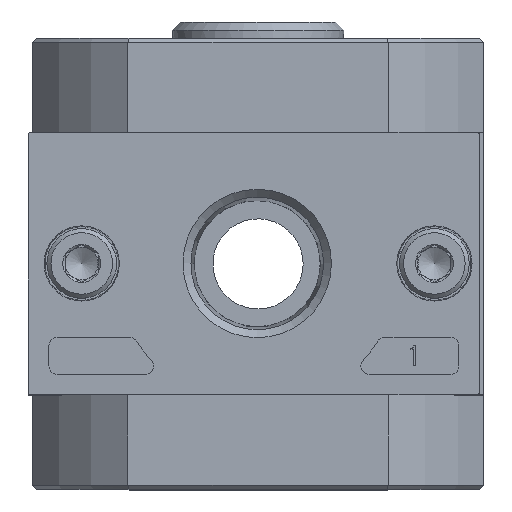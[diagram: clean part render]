
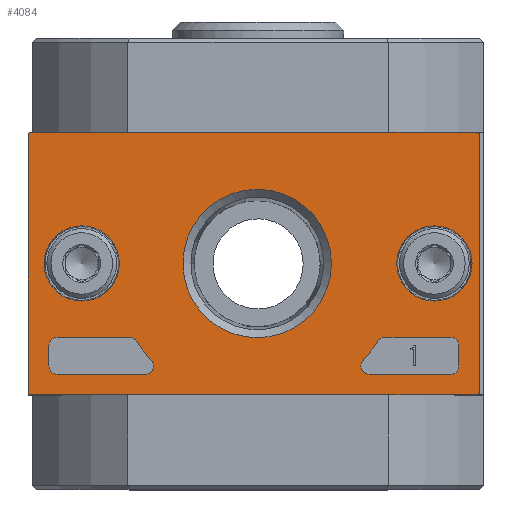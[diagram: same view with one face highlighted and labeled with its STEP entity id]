
A CAD part, top view. The second image highlights one B-rep face of the part: STEP entity #4084.
In plain terms, the highlighted face is planar.
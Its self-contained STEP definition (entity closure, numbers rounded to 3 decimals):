
#368=CIRCLE('',#4496,1.);
#369=CIRCLE('',#4497,1.);
#370=CIRCLE('',#4498,17.5);
#371=CIRCLE('',#4499,1.);
#372=CIRCLE('',#4500,1.);
#373=CIRCLE('',#4501,0.3);
#374=CIRCLE('',#4502,0.3);
#375=CIRCLE('',#4503,0.3);
#376=CIRCLE('',#4504,0.3);
#377=CIRCLE('',#4505,9.049);
#378=CIRCLE('',#4506,4.587);
#379=CIRCLE('',#4507,4.587);
#380=CIRCLE('',#4508,1.);
#381=CIRCLE('',#4509,17.5);
#382=CIRCLE('',#4510,1.);
#383=CIRCLE('',#4511,1.);
#384=CIRCLE('',#4512,1.);
#1040=ORIENTED_EDGE('',*,*,#1668,.F.);
#1041=ORIENTED_EDGE('',*,*,#1669,.F.);
#1042=ORIENTED_EDGE('',*,*,#1670,.F.);
#1043=ORIENTED_EDGE('',*,*,#1671,.T.);
#1044=ORIENTED_EDGE('',*,*,#1672,.F.);
#1045=ORIENTED_EDGE('',*,*,#1673,.F.);
#1046=ORIENTED_EDGE('',*,*,#1674,.F.);
#1047=ORIENTED_EDGE('',*,*,#1675,.F.);
#1048=ORIENTED_EDGE('',*,*,#1676,.T.);
#1049=ORIENTED_EDGE('',*,*,#1677,.T.);
#1050=ORIENTED_EDGE('',*,*,#1678,.T.);
#1051=ORIENTED_EDGE('',*,*,#1679,.T.);
#1052=ORIENTED_EDGE('',*,*,#1680,.T.);
#1053=ORIENTED_EDGE('',*,*,#1681,.T.);
#1054=ORIENTED_EDGE('',*,*,#1682,.T.);
#1055=ORIENTED_EDGE('',*,*,#1683,.T.);
#1056=ORIENTED_EDGE('',*,*,#1684,.T.);
#1057=ORIENTED_EDGE('',*,*,#1685,.T.);
#1058=ORIENTED_EDGE('',*,*,#1686,.T.);
#1059=ORIENTED_EDGE('',*,*,#1687,.F.);
#1060=ORIENTED_EDGE('',*,*,#1688,.T.);
#1061=ORIENTED_EDGE('',*,*,#1689,.F.);
#1062=ORIENTED_EDGE('',*,*,#1690,.F.);
#1063=ORIENTED_EDGE('',*,*,#1691,.F.);
#1064=ORIENTED_EDGE('',*,*,#1692,.F.);
#1065=ORIENTED_EDGE('',*,*,#1693,.F.);
#1066=ORIENTED_EDGE('',*,*,#1694,.F.);
#1668=EDGE_CURVE('',#2046,#2047,#368,.T.);
#1669=EDGE_CURVE('',#2048,#2046,#2298,.T.);
#1670=EDGE_CURVE('',#2049,#2048,#369,.T.);
#1671=EDGE_CURVE('',#2049,#2050,#370,.T.);
#1672=EDGE_CURVE('',#2051,#2050,#371,.T.);
#1673=EDGE_CURVE('',#2052,#2051,#2299,.T.);
#1674=EDGE_CURVE('',#2053,#2052,#372,.T.);
#1675=EDGE_CURVE('',#2047,#2053,#2300,.T.);
#1676=EDGE_CURVE('',#2054,#2055,#2301,.T.);
#1677=EDGE_CURVE('',#2055,#2056,#373,.T.);
#1678=EDGE_CURVE('',#2056,#2057,#2302,.T.);
#1679=EDGE_CURVE('',#2057,#2058,#374,.T.);
#1680=EDGE_CURVE('',#2058,#2059,#2303,.T.);
#1681=EDGE_CURVE('',#2059,#2060,#375,.T.);
#1682=EDGE_CURVE('',#2060,#2061,#2304,.T.);
#1683=EDGE_CURVE('',#2061,#2054,#376,.T.);
#1684=EDGE_CURVE('',#2062,#2062,#377,.T.);
#1685=EDGE_CURVE('',#2063,#2063,#378,.T.);
#1686=EDGE_CURVE('',#2064,#2064,#379,.T.);
#1687=EDGE_CURVE('',#2065,#2066,#380,.T.);
#1688=EDGE_CURVE('',#2065,#2067,#381,.T.);
#1689=EDGE_CURVE('',#2068,#2067,#382,.T.);
#1690=EDGE_CURVE('',#2069,#2068,#2305,.T.);
#1691=EDGE_CURVE('',#2070,#2069,#383,.T.);
#1692=EDGE_CURVE('',#2071,#2070,#2306,.T.);
#1693=EDGE_CURVE('',#2072,#2071,#384,.T.);
#1694=EDGE_CURVE('',#2066,#2072,#2307,.T.);
#2046=VERTEX_POINT('',#6586);
#2047=VERTEX_POINT('',#6587);
#2048=VERTEX_POINT('',#6589);
#2049=VERTEX_POINT('',#6591);
#2050=VERTEX_POINT('',#6593);
#2051=VERTEX_POINT('',#6595);
#2052=VERTEX_POINT('',#6597);
#2053=VERTEX_POINT('',#6599);
#2054=VERTEX_POINT('',#6602);
#2055=VERTEX_POINT('',#6603);
#2056=VERTEX_POINT('',#6605);
#2057=VERTEX_POINT('',#6607);
#2058=VERTEX_POINT('',#6609);
#2059=VERTEX_POINT('',#6611);
#2060=VERTEX_POINT('',#6613);
#2061=VERTEX_POINT('',#6615);
#2062=VERTEX_POINT('',#6618);
#2063=VERTEX_POINT('',#6620);
#2064=VERTEX_POINT('',#6622);
#2065=VERTEX_POINT('',#6624);
#2066=VERTEX_POINT('',#6625);
#2067=VERTEX_POINT('',#6627);
#2068=VERTEX_POINT('',#6629);
#2069=VERTEX_POINT('',#6631);
#2070=VERTEX_POINT('',#6633);
#2071=VERTEX_POINT('',#6635);
#2072=VERTEX_POINT('',#6637);
#2298=LINE('',#6588,#2524);
#2299=LINE('',#6596,#2525);
#2300=LINE('',#6600,#2526);
#2301=LINE('',#6601,#2527);
#2302=LINE('',#6606,#2528);
#2303=LINE('',#6610,#2529);
#2304=LINE('',#6614,#2530);
#2305=LINE('',#6630,#2531);
#2306=LINE('',#6634,#2532);
#2307=LINE('',#6638,#2533);
#2524=VECTOR('',#5398,1000.);
#2525=VECTOR('',#5405,1000.);
#2526=VECTOR('',#5408,1000.);
#2527=VECTOR('',#5409,1000.);
#2528=VECTOR('',#5412,1000.);
#2529=VECTOR('',#5415,1000.);
#2530=VECTOR('',#5418,1000.);
#2531=VECTOR('',#5433,1000.);
#2532=VECTOR('',#5436,1000.);
#2533=VECTOR('',#5439,1000.);
#2853=EDGE_LOOP('',(#1040,#1041,#1042,#1043,#1044,#1045,#1046,#1047));
#2854=EDGE_LOOP('',(#1048,#1049,#1050,#1051,#1052,#1053,#1054,#1055));
#2855=EDGE_LOOP('',(#1056));
#2856=EDGE_LOOP('',(#1057));
#2857=EDGE_LOOP('',(#1058));
#2858=EDGE_LOOP('',(#1059,#1060,#1061,#1062,#1063,#1064,#1065,#1066));
#3207=FACE_BOUND('',#2853,.T.);
#3208=FACE_BOUND('',#2854,.T.);
#3209=FACE_BOUND('',#2855,.T.);
#3210=FACE_BOUND('',#2856,.T.);
#3211=FACE_BOUND('',#2857,.T.);
#3212=FACE_BOUND('',#2858,.T.);
#3395=PLANE('',#4495);
#4084=ADVANCED_FACE('',(#3207,#3208,#3209,#3210,#3211,#3212),#3395,.T.);
#4495=AXIS2_PLACEMENT_3D('',#6584,#5394,#5395);
#4496=AXIS2_PLACEMENT_3D('',#6585,#5396,#5397);
#4497=AXIS2_PLACEMENT_3D('',#6590,#5399,#5400);
#4498=AXIS2_PLACEMENT_3D('',#6592,#5401,#5402);
#4499=AXIS2_PLACEMENT_3D('',#6594,#5403,#5404);
#4500=AXIS2_PLACEMENT_3D('',#6598,#5406,#5407);
#4501=AXIS2_PLACEMENT_3D('',#6604,#5410,#5411);
#4502=AXIS2_PLACEMENT_3D('',#6608,#5413,#5414);
#4503=AXIS2_PLACEMENT_3D('',#6612,#5416,#5417);
#4504=AXIS2_PLACEMENT_3D('',#6616,#5419,#5420);
#4505=AXIS2_PLACEMENT_3D('',#6617,#5421,#5422);
#4506=AXIS2_PLACEMENT_3D('',#6619,#5423,#5424);
#4507=AXIS2_PLACEMENT_3D('',#6621,#5425,#5426);
#4508=AXIS2_PLACEMENT_3D('',#6623,#5427,#5428);
#4509=AXIS2_PLACEMENT_3D('',#6626,#5429,#5430);
#4510=AXIS2_PLACEMENT_3D('',#6628,#5431,#5432);
#4511=AXIS2_PLACEMENT_3D('',#6632,#5434,#5435);
#4512=AXIS2_PLACEMENT_3D('',#6636,#5437,#5438);
#5394=DIRECTION('',(0.,1.,0.));
#5395=DIRECTION('',(0.,0.,1.));
#5396=DIRECTION('',(0.,1.,0.));
#5397=DIRECTION('',(1.,0.,0.));
#5398=DIRECTION('',(-1.,0.,0.));
#5399=DIRECTION('',(0.,1.,0.));
#5400=DIRECTION('',(1.,0.,0.));
#5401=DIRECTION('',(0.,1.,0.));
#5402=DIRECTION('',(1.,0.,0.));
#5403=DIRECTION('',(0.,1.,0.));
#5404=DIRECTION('',(1.,0.,0.));
#5405=DIRECTION('',(1.,0.,0.));
#5406=DIRECTION('',(0.,1.,0.));
#5407=DIRECTION('',(1.,0.,0.));
#5408=DIRECTION('',(0.,0.,1.));
#5409=DIRECTION('',(0.,0.,1.));
#5410=DIRECTION('',(0.,1.,0.));
#5411=DIRECTION('',(1.,0.,0.));
#5412=DIRECTION('',(1.,0.,0.));
#5413=DIRECTION('',(0.,1.,0.));
#5414=DIRECTION('',(1.,0.,0.));
#5415=DIRECTION('',(0.,0.,-1.));
#5416=DIRECTION('',(0.,1.,0.));
#5417=DIRECTION('',(1.,0.,0.));
#5418=DIRECTION('',(-1.,0.,0.));
#5419=DIRECTION('',(0.,1.,0.));
#5420=DIRECTION('',(1.,0.,0.));
#5421=DIRECTION('',(0.,-1.,0.));
#5422=DIRECTION('',(1.,0.,0.));
#5423=DIRECTION('',(0.,-1.,0.));
#5424=DIRECTION('',(0.,0.,-1.));
#5425=DIRECTION('',(0.,-1.,0.));
#5426=DIRECTION('',(0.,0.,-1.));
#5427=DIRECTION('',(0.,1.,0.));
#5428=DIRECTION('',(1.,0.,0.));
#5429=DIRECTION('',(0.,1.,0.));
#5430=DIRECTION('',(1.,0.,0.));
#5431=DIRECTION('',(0.,1.,0.));
#5432=DIRECTION('',(1.,0.,0.));
#5433=DIRECTION('',(-1.,0.,0.));
#5434=DIRECTION('',(0.,1.,0.));
#5435=DIRECTION('',(1.,0.,0.));
#5436=DIRECTION('',(0.,0.,-1.));
#5437=DIRECTION('',(0.,1.,0.));
#5438=DIRECTION('',(1.,0.,0.));
#5439=DIRECTION('',(1.,0.,0.));
#6584=CARTESIAN_POINT('',(-27.2,15.,15.7));
#6585=CARTESIAN_POINT('',(-24.,15.,10.));
#6586=CARTESIAN_POINT('',(-24.,15.,9.));
#6587=CARTESIAN_POINT('',(-25.,15.,10.));
#6588=CARTESIAN_POINT('',(-15.164,15.,9.));
#6589=CARTESIAN_POINT('',(-15.164,15.,9.));
#6590=CARTESIAN_POINT('',(-15.164,15.,10.));
#6591=CARTESIAN_POINT('',(-14.323,15.,9.459));
#6592=CARTESIAN_POINT('',(0.4,15.,0.));
#6593=CARTESIAN_POINT('',(-12.501,15.,11.824));
#6594=CARTESIAN_POINT('',(-13.238,15.,12.5));
#6595=CARTESIAN_POINT('',(-13.238,15.,13.5));
#6596=CARTESIAN_POINT('',(-24.,15.,13.5));
#6597=CARTESIAN_POINT('',(-24.,15.,13.5));
#6598=CARTESIAN_POINT('',(-24.,15.,12.5));
#6599=CARTESIAN_POINT('',(-25.,15.,12.5));
#6600=CARTESIAN_POINT('',(-25.,15.,10.));
#6601=CARTESIAN_POINT('',(-27.5,15.,-15.7));
#6602=CARTESIAN_POINT('',(-27.5,15.,-15.7));
#6603=CARTESIAN_POINT('',(-27.5,15.,15.7));
#6604=CARTESIAN_POINT('',(-27.2,15.,15.7));
#6605=CARTESIAN_POINT('',(-27.2,15.,16.));
#6606=CARTESIAN_POINT('',(-27.2,15.,16.));
#6607=CARTESIAN_POINT('',(27.2,15.,16.));
#6608=CARTESIAN_POINT('',(27.2,15.,15.7));
#6609=CARTESIAN_POINT('',(27.5,15.,15.7));
#6610=CARTESIAN_POINT('',(27.5,15.,15.7));
#6611=CARTESIAN_POINT('',(27.5,15.,-15.7));
#6612=CARTESIAN_POINT('',(27.2,15.,-15.7));
#6613=CARTESIAN_POINT('',(27.2,15.,-16.));
#6614=CARTESIAN_POINT('',(27.2,15.,-16.));
#6615=CARTESIAN_POINT('',(-27.2,15.,-16.));
#6616=CARTESIAN_POINT('',(-27.2,15.,-15.7));
#6617=CARTESIAN_POINT('',(0.4,15.,0.));
#6618=CARTESIAN_POINT('',(9.449,15.,0.));
#6619=CARTESIAN_POINT('',(22.,15.,0.));
#6620=CARTESIAN_POINT('',(22.,15.,-4.587));
#6621=CARTESIAN_POINT('',(-21.,15.,0.));
#6622=CARTESIAN_POINT('',(-21.,15.,-4.587));
#6623=CARTESIAN_POINT('',(14.038,15.,12.5));
#6624=CARTESIAN_POINT('',(13.301,15.,11.824));
#6625=CARTESIAN_POINT('',(14.038,15.,13.5));
#6626=CARTESIAN_POINT('',(0.4,15.,0.));
#6627=CARTESIAN_POINT('',(15.123,15.,9.459));
#6628=CARTESIAN_POINT('',(15.964,15.,10.));
#6629=CARTESIAN_POINT('',(15.964,15.,9.));
#6630=CARTESIAN_POINT('',(24.,15.,9.));
#6631=CARTESIAN_POINT('',(24.,15.,9.));
#6632=CARTESIAN_POINT('',(24.,15.,10.));
#6633=CARTESIAN_POINT('',(25.,15.,10.));
#6634=CARTESIAN_POINT('',(25.,15.,12.5));
#6635=CARTESIAN_POINT('',(25.,15.,12.5));
#6636=CARTESIAN_POINT('',(24.,15.,12.5));
#6637=CARTESIAN_POINT('',(24.,15.,13.5));
#6638=CARTESIAN_POINT('',(14.038,15.,13.5));
